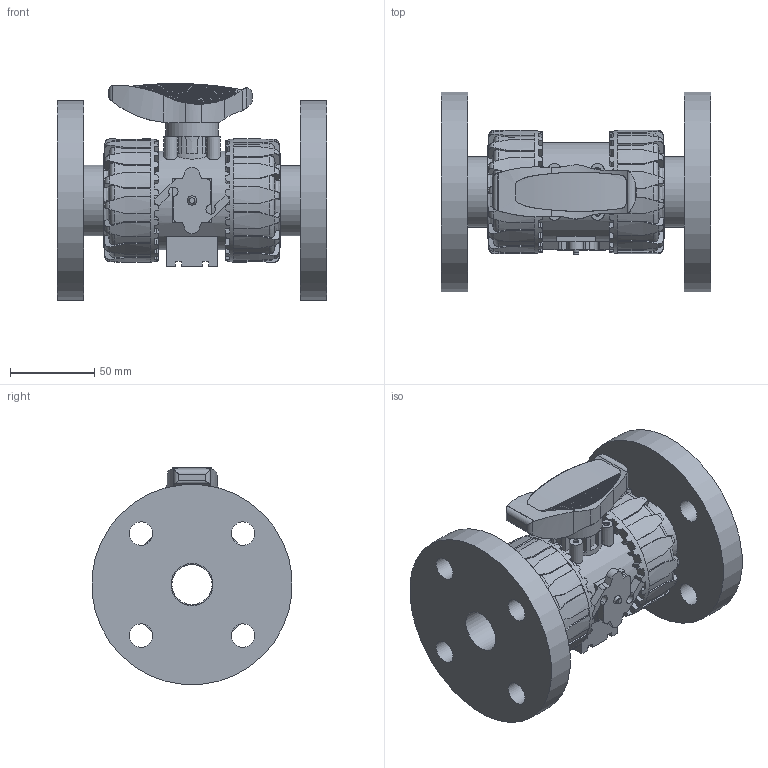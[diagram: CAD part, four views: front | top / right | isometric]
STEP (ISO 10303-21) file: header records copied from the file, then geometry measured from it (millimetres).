
FILE_DESCRIPTION(/* description */ (''),/* implementation_level */ '2;1');
FILE_NAME(/* name */ 'VKDOV032E.iam.stp',/* time_stamp */ '2013-10-01T10:37:58+02:00',/* author */ ('FBRUSA'),/* organization */ (''),/* preprocessor_version */ 'ST-DEVELOPER v15.2',/* originating_system */ 'Autodesk Inventor 2014',/* authorisation */ '');
FILE_SCHEMA (('AUTOMOTIVE_DESIGN { 1 0 10303 214 3 1 1 }'));
Length unit declared in the file: millimetre
Products named in the file (6): cassa VKD_32; Arpione 32; NTVKD032V; SETFLOV032; 1MNC032; VKDOV032E
Bounding box: 160 x 118.55 x 128.71 mm (x, y, z)
Volume: 730242.4 mm3; surface area: 154086.9 mm2
Topology: 7 solids, 7 shells, 1131 faces, 3217 edges, 2129 vertices
Faces by surface type: plane 797, cylinder 204, cone 62, torus 60, bspline 8
Full cylindrical faces by diameter (mm): 2.9 x4, 3.3 x1, 3.5 x4, 4 x3, 5.5 x2, 5.584 x1, 5.7 x1, 6 x2, 13.9 x8, 23.9 x1, 25 x2, 31.225 x1, 41.8 x2, 42 x1, 45.1 x2, 50.7 x2, 51.3 x2, 55.8 x2, 58.8 x1, 119 x2
Entity records: 28205 total; most frequent: CARTESIAN_POINT 6281, DIRECTION 4841, ORIENTED_EDGE 4598, EDGE_CURVE 2299, AXIS2_PLACEMENT_3D 1968, VERTEX_POINT 1549, LINE 905, VECTOR 905
